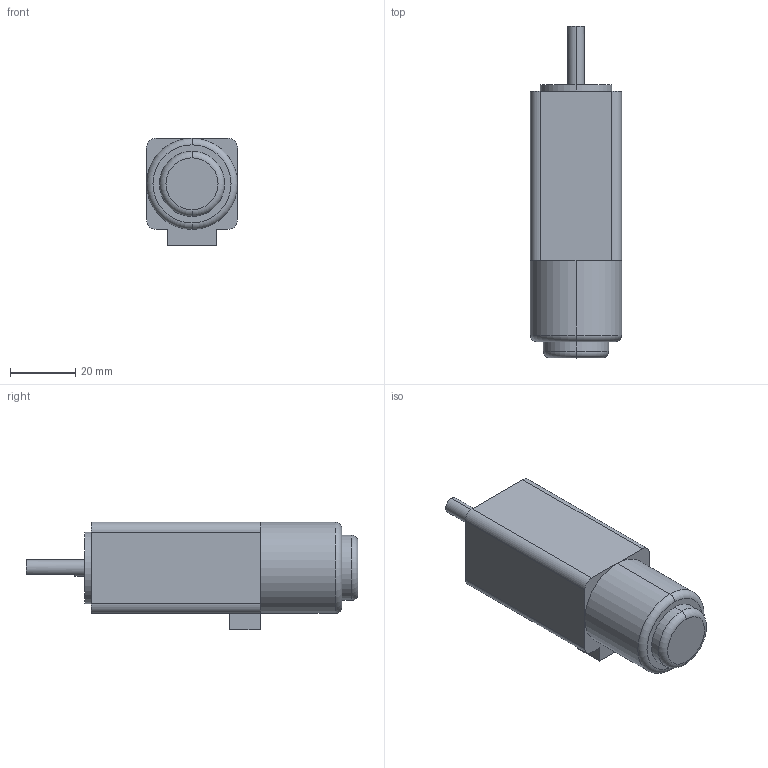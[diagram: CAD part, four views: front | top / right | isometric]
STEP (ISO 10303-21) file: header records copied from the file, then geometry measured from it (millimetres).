
FILE_DESCRIPTION (( 'STEP AP203' ), '1' );
FILE_NAME ('SS1102A10D.STEP', '2021-07-30T03:37:24', ( '微软用户' ), ( '微软中国' ), 'SwSTEP 2.0', 'SolidWorks 2016', '' );
FILE_SCHEMA (( 'CONFIG_CONTROL_DESIGN' ));
Length unit declared in the file: millimetre
Products named in the file (1): SS1102A10D
Bounding box: 28 x 102 x 33 mm (x, y, z)
Volume: 58964.5 mm3; surface area: 10271.8 mm2
Topology: 1 solids, 1 shells, 50 faces, 119 edges, 70 vertices
Faces by surface type: cylinder 20, plane 18, cone 8, torus 4
Entity records: 1468 total; most frequent: DIRECTION 265, CARTESIAN_POINT 232, ORIENTED_EDGE 222, EDGE_CURVE 111, AXIS2_PLACEMENT_3D 103, VERTEX_POINT 70, VECTOR 59, LINE 59
